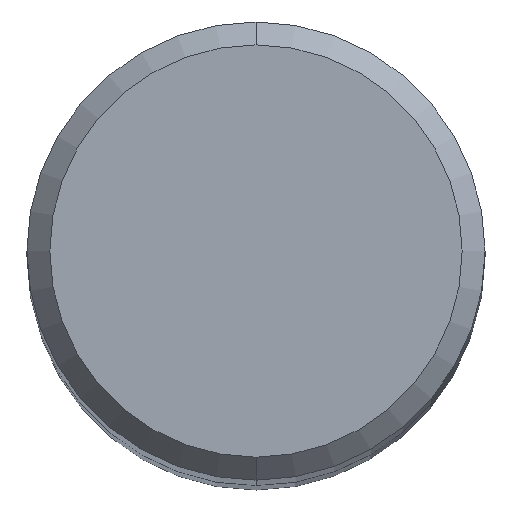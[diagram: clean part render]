
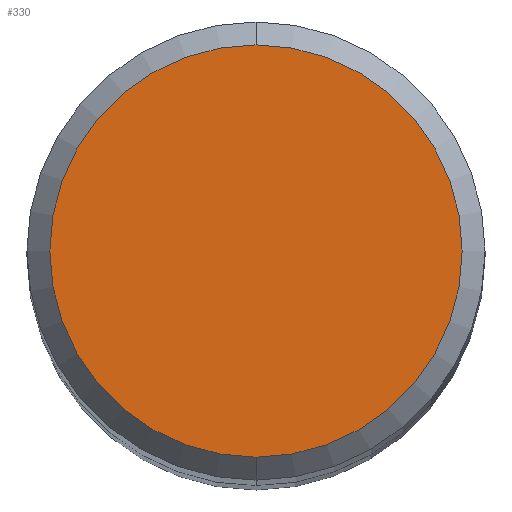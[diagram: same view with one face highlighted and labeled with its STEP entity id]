
A CAD part, top view. The second image highlights one B-rep face of the part: STEP entity #330.
In plain terms, the highlighted planar face has unit normal (0, 0, 1).
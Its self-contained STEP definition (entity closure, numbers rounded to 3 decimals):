
#250=VERTEX_POINT('',#558);
#322=EDGE_CURVE('',#250,#398,#637,.T.);
#330=ADVANCED_FACE('',(#645),#646,.T.);
#398=VERTEX_POINT('',#721);
#432=EDGE_CURVE('',#398,#250,#758,.T.);
#558=CARTESIAN_POINT('',(0.0,3.6,0.0));
#637=CIRCLE('',#1116,3.6);
#645=FACE_OUTER_BOUND('',#1142,.T.);
#646=PLANE('',#1143);
#721=CARTESIAN_POINT('',(0.,-3.6,0.0));
#758=CIRCLE('',#1399,3.6);
#1116=AXIS2_PLACEMENT_3D('',#1612,#1613,#1614);
#1142=EDGE_LOOP('',(#1618,#1619));
#1143=AXIS2_PLACEMENT_3D('',#1620,#1621,#1622);
#1399=AXIS2_PLACEMENT_3D('',#1731,#1732,#1733);
#1612=CARTESIAN_POINT('',(0.0,0.0,0.0));
#1613=DIRECTION('',(0.0,0.0,-1.0));
#1614=DIRECTION('',(0.0,1.0,0.0));
#1618=ORIENTED_EDGE('',*,*,#322,.F.);
#1619=ORIENTED_EDGE('',*,*,#432,.F.);
#1620=CARTESIAN_POINT('',(0.0,1.8,0.0));
#1621=DIRECTION('',(-0.0,0.0,1.0));
#1622=DIRECTION('',(0.0,-1.0,0.0));
#1731=CARTESIAN_POINT('',(0.0,0.0,0.0));
#1732=DIRECTION('',(0.0,0.0,-1.0));
#1733=DIRECTION('',(0.0,1.0,0.0));
